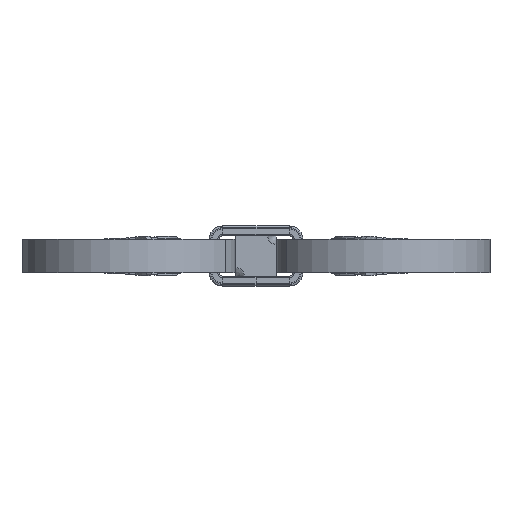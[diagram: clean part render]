
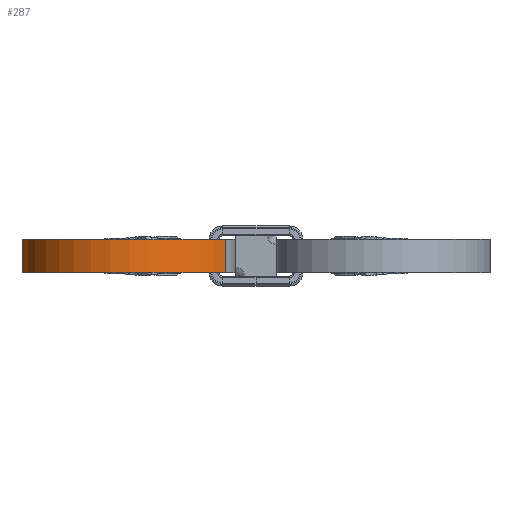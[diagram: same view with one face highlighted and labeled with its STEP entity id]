
A CAD part, front view. The second image highlights one B-rep face of the part: STEP entity #287.
In plain terms, the highlighted cylindrical face has radius 33 mm (diameter 66 mm), a partial arc.
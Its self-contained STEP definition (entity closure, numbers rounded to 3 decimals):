
#39 = EDGE_CURVE ( 'NONE', #7072, #14043, #20668, .T. ) ;
#62 = AXIS2_PLACEMENT_3D ( 'NONE', #1669, #14283, #9595 ) ;
#287 = ADVANCED_FACE ( 'NONE', ( #26097 ), #26539, .T. ) ;
#1669 = CARTESIAN_POINT ( 'NONE',  ( -37., -117., 0. ) ) ;
#2065 = ORIENTED_EDGE ( 'NONE', *, *, #22256, .F. ) ;
#3330 = DIRECTION ( 'NONE',  ( 0., 0., 1. ) ) ;
#4760 = DIRECTION ( 'NONE',  ( 0., 0., -1. ) ) ;
#4869 = DIRECTION ( 'NONE',  ( 0.846, -0.533, 0. ) ) ;
#6902 = VERTEX_POINT ( 'NONE', #25868 ) ;
#7072 = VERTEX_POINT ( 'NONE', #32140 ) ;
#7440 = ORIENTED_EDGE ( 'NONE', *, *, #39, .T. ) ;
#8383 = AXIS2_PLACEMENT_3D ( 'NONE', #31483, #15501, #20864 ) ;
#9595 = DIRECTION ( 'NONE',  ( -1., 0., 0. ) ) ;
#12054 = CARTESIAN_POINT ( 'NONE',  ( -61.866, -95.305, 5. ) ) ;
#12305 = LINE ( 'NONE', #13924, #15255 ) ;
#13924 = CARTESIAN_POINT ( 'NONE',  ( -9.077, -134.587, -5. ) ) ;
#14043 = VERTEX_POINT ( 'NONE', #12054 ) ;
#14063 = CARTESIAN_POINT ( 'NONE',  ( -61.866, -95.305, -5. ) ) ;
#14283 = DIRECTION ( 'NONE',  ( 0., 0., -1. ) ) ;
#15255 = VECTOR ( 'NONE', #27813, 1000. ) ;
#15501 = DIRECTION ( 'NONE',  ( 0., 0., -1. ) ) ;
#18072 = CARTESIAN_POINT ( 'NONE',  ( -37., -117., -5. ) ) ;
#20097 = EDGE_CURVE ( 'NONE', #29181, #7072, #12305, .T. ) ;
#20668 = CIRCLE ( 'NONE', #8383, 33. ) ;
#20864 = DIRECTION ( 'NONE',  ( 0.846, -0.533, 0. ) ) ;
#21682 = EDGE_LOOP ( 'NONE', ( #7440, #22143, #2065, #27648 ) ) ;
#22143 = ORIENTED_EDGE ( 'NONE', *, *, #29224, .F. ) ;
#22256 = EDGE_CURVE ( 'NONE', #29181, #6902, #31839, .T. ) ;
#23746 = AXIS2_PLACEMENT_3D ( 'NONE', #18072, #4760, #4869 ) ;
#23922 = LINE ( 'NONE', #14063, #34349 ) ;
#25868 = CARTESIAN_POINT ( 'NONE',  ( -61.866, -95.305, -5. ) ) ;
#26097 = FACE_OUTER_BOUND ( 'NONE', #21682, .T. ) ;
#26539 = CYLINDRICAL_SURFACE ( 'NONE', #62, 33. ) ;
#27648 = ORIENTED_EDGE ( 'NONE', *, *, #20097, .T. ) ;
#27813 = DIRECTION ( 'NONE',  ( 0., 0., 1. ) ) ;
#29181 = VERTEX_POINT ( 'NONE', #29626 ) ;
#29224 = EDGE_CURVE ( 'NONE', #6902, #14043, #23922, .T. ) ;
#29626 = CARTESIAN_POINT ( 'NONE',  ( -9.077, -134.587, -5. ) ) ;
#31483 = CARTESIAN_POINT ( 'NONE',  ( -37., -117., 5. ) ) ;
#31839 = CIRCLE ( 'NONE', #23746, 33. ) ;
#32140 = CARTESIAN_POINT ( 'NONE',  ( -9.077, -134.587, 5. ) ) ;
#34349 = VECTOR ( 'NONE', #3330, 1000. ) ;
